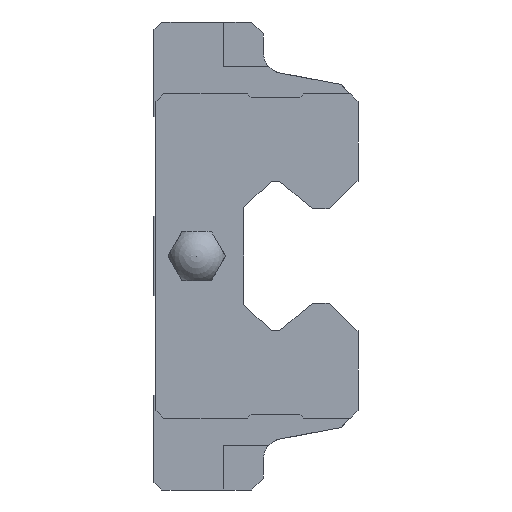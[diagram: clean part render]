
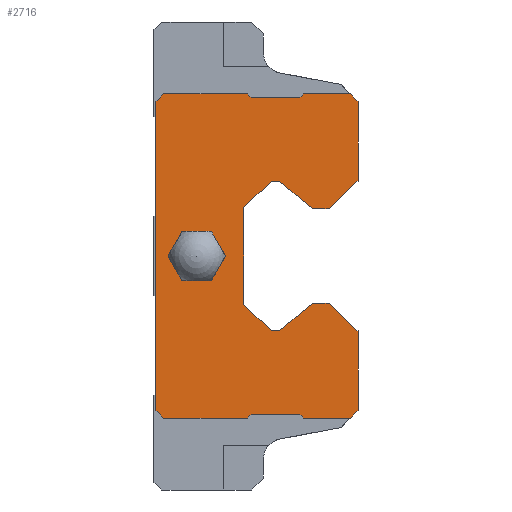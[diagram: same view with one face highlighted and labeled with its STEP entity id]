
A CAD part, left-side view. The second image highlights one B-rep face of the part: STEP entity #2716.
In plain terms, the highlighted planar face has unit normal (-1, 0, 0).
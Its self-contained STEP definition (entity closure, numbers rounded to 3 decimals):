
#654=ORIENTED_EDGE('',*,*,#1030,.F.);
#655=ORIENTED_EDGE('',*,*,#1027,.F.);
#656=ORIENTED_EDGE('',*,*,#1024,.F.);
#657=ORIENTED_EDGE('',*,*,#1021,.F.);
#658=ORIENTED_EDGE('',*,*,#1018,.F.);
#659=ORIENTED_EDGE('',*,*,#1015,.F.);
#660=ORIENTED_EDGE('',*,*,#1010,.F.);
#661=ORIENTED_EDGE('',*,*,#1180,.F.);
#662=ORIENTED_EDGE('',*,*,#1178,.F.);
#663=ORIENTED_EDGE('',*,*,#1176,.F.);
#664=ORIENTED_EDGE('',*,*,#1174,.F.);
#665=ORIENTED_EDGE('',*,*,#1172,.F.);
#666=ORIENTED_EDGE('',*,*,#1170,.F.);
#667=ORIENTED_EDGE('',*,*,#1168,.F.);
#668=ORIENTED_EDGE('',*,*,#1166,.F.);
#669=ORIENTED_EDGE('',*,*,#1164,.F.);
#670=ORIENTED_EDGE('',*,*,#1199,.F.);
#671=ORIENTED_EDGE('',*,*,#1197,.F.);
#672=ORIENTED_EDGE('',*,*,#1195,.F.);
#673=ORIENTED_EDGE('',*,*,#1193,.F.);
#674=ORIENTED_EDGE('',*,*,#1191,.F.);
#675=ORIENTED_EDGE('',*,*,#1189,.F.);
#676=ORIENTED_EDGE('',*,*,#1187,.F.);
#677=ORIENTED_EDGE('',*,*,#1185,.F.);
#678=ORIENTED_EDGE('',*,*,#1183,.F.);
#679=ORIENTED_EDGE('',*,*,#1181,.F.);
#680=ORIENTED_EDGE('',*,*,#1042,.F.);
#681=ORIENTED_EDGE('',*,*,#1039,.F.);
#682=ORIENTED_EDGE('',*,*,#1036,.F.);
#683=ORIENTED_EDGE('',*,*,#1033,.F.);
#684=ORIENTED_EDGE('',*,*,#1200,.T.);
#685=ORIENTED_EDGE('',*,*,#1201,.T.);
#686=ORIENTED_EDGE('',*,*,#1202,.T.);
#687=ORIENTED_EDGE('',*,*,#1203,.T.);
#688=ORIENTED_EDGE('',*,*,#1204,.T.);
#689=ORIENTED_EDGE('',*,*,#1205,.T.);
#1010=EDGE_CURVE('',#1374,#1375,#1621,.T.);
#1015=EDGE_CURVE('',#1375,#1379,#1626,.T.);
#1018=EDGE_CURVE('',#1379,#1381,#1629,.T.);
#1021=EDGE_CURVE('',#1381,#1383,#1632,.T.);
#1024=EDGE_CURVE('',#1383,#1385,#1635,.T.);
#1027=EDGE_CURVE('',#1385,#1387,#1638,.T.);
#1030=EDGE_CURVE('',#1387,#1389,#1641,.T.);
#1033=EDGE_CURVE('',#1389,#1391,#1644,.T.);
#1036=EDGE_CURVE('',#1391,#1393,#1647,.T.);
#1039=EDGE_CURVE('',#1393,#1395,#1650,.T.);
#1042=EDGE_CURVE('',#1395,#1397,#1653,.T.);
#1164=EDGE_CURVE('',#1464,#1465,#1766,.T.);
#1166=EDGE_CURVE('',#1465,#1466,#1768,.T.);
#1168=EDGE_CURVE('',#1466,#1467,#1770,.T.);
#1170=EDGE_CURVE('',#1467,#1468,#1772,.T.);
#1172=EDGE_CURVE('',#1468,#1469,#1774,.T.);
#1174=EDGE_CURVE('',#1469,#1470,#1776,.T.);
#1176=EDGE_CURVE('',#1470,#1471,#1778,.T.);
#1178=EDGE_CURVE('',#1471,#1472,#1780,.T.);
#1180=EDGE_CURVE('',#1472,#1374,#1782,.T.);
#1181=EDGE_CURVE('',#1397,#1473,#1783,.T.);
#1183=EDGE_CURVE('',#1473,#1474,#1785,.T.);
#1185=EDGE_CURVE('',#1474,#1475,#1787,.T.);
#1187=EDGE_CURVE('',#1475,#1476,#1789,.T.);
#1189=EDGE_CURVE('',#1476,#1477,#1791,.T.);
#1191=EDGE_CURVE('',#1477,#1478,#1793,.T.);
#1193=EDGE_CURVE('',#1478,#1479,#1795,.T.);
#1195=EDGE_CURVE('',#1479,#1480,#1797,.T.);
#1197=EDGE_CURVE('',#1480,#1481,#1799,.T.);
#1199=EDGE_CURVE('',#1481,#1464,#1801,.T.);
#1200=EDGE_CURVE('',#1482,#1483,#1802,.T.);
#1201=EDGE_CURVE('',#1483,#1484,#1803,.T.);
#1202=EDGE_CURVE('',#1484,#1485,#1804,.T.);
#1203=EDGE_CURVE('',#1485,#1486,#1805,.T.);
#1204=EDGE_CURVE('',#1486,#1487,#1806,.T.);
#1205=EDGE_CURVE('',#1487,#1482,#1807,.T.);
#1374=VERTEX_POINT('',#3986);
#1375=VERTEX_POINT('',#3988);
#1379=VERTEX_POINT('',#3998);
#1381=VERTEX_POINT('',#4004);
#1383=VERTEX_POINT('',#4010);
#1385=VERTEX_POINT('',#4016);
#1387=VERTEX_POINT('',#4022);
#1389=VERTEX_POINT('',#4028);
#1391=VERTEX_POINT('',#4034);
#1393=VERTEX_POINT('',#4040);
#1395=VERTEX_POINT('',#4046);
#1397=VERTEX_POINT('',#4052);
#1464=VERTEX_POINT('',#4286);
#1465=VERTEX_POINT('',#4288);
#1466=VERTEX_POINT('',#4292);
#1467=VERTEX_POINT('',#4296);
#1468=VERTEX_POINT('',#4300);
#1469=VERTEX_POINT('',#4304);
#1470=VERTEX_POINT('',#4308);
#1471=VERTEX_POINT('',#4312);
#1472=VERTEX_POINT('',#4316);
#1473=VERTEX_POINT('',#4322);
#1474=VERTEX_POINT('',#4326);
#1475=VERTEX_POINT('',#4330);
#1476=VERTEX_POINT('',#4334);
#1477=VERTEX_POINT('',#4338);
#1478=VERTEX_POINT('',#4342);
#1479=VERTEX_POINT('',#4346);
#1480=VERTEX_POINT('',#4350);
#1481=VERTEX_POINT('',#4354);
#1482=VERTEX_POINT('',#4360);
#1483=VERTEX_POINT('',#4361);
#1484=VERTEX_POINT('',#4363);
#1485=VERTEX_POINT('',#4365);
#1486=VERTEX_POINT('',#4367);
#1487=VERTEX_POINT('',#4369);
#1621=LINE('',#3987,#1947);
#1626=LINE('',#3997,#1952);
#1629=LINE('',#4003,#1955);
#1632=LINE('',#4009,#1958);
#1635=LINE('',#4015,#1961);
#1638=LINE('',#4021,#1964);
#1641=LINE('',#4027,#1967);
#1644=LINE('',#4033,#1970);
#1647=LINE('',#4039,#1973);
#1650=LINE('',#4045,#1976);
#1653=LINE('',#4051,#1979);
#1766=LINE('',#4287,#2092);
#1768=LINE('',#4291,#2094);
#1770=LINE('',#4295,#2096);
#1772=LINE('',#4299,#2098);
#1774=LINE('',#4303,#2100);
#1776=LINE('',#4307,#2102);
#1778=LINE('',#4311,#2104);
#1780=LINE('',#4315,#2106);
#1782=LINE('',#4319,#2108);
#1783=LINE('',#4321,#2109);
#1785=LINE('',#4325,#2111);
#1787=LINE('',#4329,#2113);
#1789=LINE('',#4333,#2115);
#1791=LINE('',#4337,#2117);
#1793=LINE('',#4341,#2119);
#1795=LINE('',#4345,#2121);
#1797=LINE('',#4349,#2123);
#1799=LINE('',#4353,#2125);
#1801=LINE('',#4357,#2127);
#1802=LINE('',#4359,#2128);
#1803=LINE('',#4362,#2129);
#1804=LINE('',#4364,#2130);
#1805=LINE('',#4366,#2131);
#1806=LINE('',#4368,#2132);
#1807=LINE('',#4370,#2133);
#1947=VECTOR('',#3176,1000.);
#1952=VECTOR('',#3183,1000.);
#1955=VECTOR('',#3188,1000.);
#1958=VECTOR('',#3193,1000.);
#1961=VECTOR('',#3198,1000.);
#1964=VECTOR('',#3203,1000.);
#1967=VECTOR('',#3208,1000.);
#1970=VECTOR('',#3213,1000.);
#1973=VECTOR('',#3218,1000.);
#1976=VECTOR('',#3223,1000.);
#1979=VECTOR('',#3228,1000.);
#2092=VECTOR('',#3451,1000.);
#2094=VECTOR('',#3455,1000.);
#2096=VECTOR('',#3459,1000.);
#2098=VECTOR('',#3463,1000.);
#2100=VECTOR('',#3467,1000.);
#2102=VECTOR('',#3471,1000.);
#2104=VECTOR('',#3475,1000.);
#2106=VECTOR('',#3479,1000.);
#2108=VECTOR('',#3483,1000.);
#2109=VECTOR('',#3486,1000.);
#2111=VECTOR('',#3490,1000.);
#2113=VECTOR('',#3494,1000.);
#2115=VECTOR('',#3498,1000.);
#2117=VECTOR('',#3502,1000.);
#2119=VECTOR('',#3506,1000.);
#2121=VECTOR('',#3510,1000.);
#2123=VECTOR('',#3514,1000.);
#2125=VECTOR('',#3518,1000.);
#2127=VECTOR('',#3522,1000.);
#2128=VECTOR('',#3525,1000.);
#2129=VECTOR('',#3526,1000.);
#2130=VECTOR('',#3527,1000.);
#2131=VECTOR('',#3528,1000.);
#2132=VECTOR('',#3529,1000.);
#2133=VECTOR('',#3530,1000.);
#2276=EDGE_LOOP('',(#654,#655,#656,#657,#658,#659,#660,#661,#662,#663,#664,
#665,#666,#667,#668,#669,#670,#671,#672,#673,#674,#675,#676,#677,#678,#679,
#680,#681,#682,#683));
#2277=EDGE_LOOP('',(#684,#685,#686,#687,#688,#689));
#2438=FACE_BOUND('',#2276,.T.);
#2439=FACE_BOUND('',#2277,.T.);
#2588=PLANE('',#2905);
#2716=ADVANCED_FACE('',(#2438,#2439),#2588,.F.);
#2905=AXIS2_PLACEMENT_3D('',#4358,#3523,#3524);
#3176=DIRECTION('',(0.,0.707,-0.707));
#3183=DIRECTION('',(0.,1.,0.));
#3188=DIRECTION('',(0.,0.764,0.645));
#3193=DIRECTION('',(0.,1.,0.));
#3198=DIRECTION('',(0.,0.729,-0.685));
#3203=DIRECTION('',(0.,0.,-1.));
#3208=DIRECTION('',(0.,-0.729,-0.685));
#3213=DIRECTION('',(0.,-1.,0.));
#3218=DIRECTION('',(0.,-0.764,0.645));
#3223=DIRECTION('',(0.,-1.,0.));
#3228=DIRECTION('',(0.,-0.707,-0.707));
#3451=DIRECTION('',(0.,-0.707,0.707));
#3455=DIRECTION('',(0.,-1.,0.));
#3459=DIRECTION('',(0.,-0.707,-0.707));
#3463=DIRECTION('',(0.,-1.,0.));
#3467=DIRECTION('',(0.,-0.707,0.707));
#3471=DIRECTION('',(0.,-1.,0.));
#3475=DIRECTION('',(0.,-0.707,-0.707));
#3479=DIRECTION('',(0.,0.,-1.));
#3483=DIRECTION('',(0.,1.,0.));
#3486=DIRECTION('',(0.,-1.,0.));
#3490=DIRECTION('',(0.,0.,-1.));
#3494=DIRECTION('',(0.,0.707,-0.707));
#3498=DIRECTION('',(0.,1.,0.));
#3502=DIRECTION('',(0.,0.707,0.707));
#3506=DIRECTION('',(0.,1.,0.));
#3510=DIRECTION('',(0.,0.707,-0.707));
#3514=DIRECTION('',(0.,1.,0.));
#3518=DIRECTION('',(0.,0.707,0.707));
#3522=DIRECTION('',(0.,0.,1.));
#3523=DIRECTION('',(1.,0.,0.));
#3524=DIRECTION('',(0.,0.,-1.));
#3525=DIRECTION('',(0.,1.,0.));
#3526=DIRECTION('',(0.,0.5,0.866));
#3527=DIRECTION('',(0.,-0.5,0.866));
#3528=DIRECTION('',(0.,-1.,0.));
#3529=DIRECTION('',(0.,-0.5,-0.866));
#3530=DIRECTION('',(0.,0.5,-0.866));
#3986=CARTESIAN_POINT('',(-30.1,-24.35,7.5));
#3987=CARTESIAN_POINT('',(-30.1,-24.35,7.5));
#3988=CARTESIAN_POINT('',(-30.1,-21.6,4.75));
#3997=CARTESIAN_POINT('',(-30.1,-21.6,4.75));
#3998=CARTESIAN_POINT('',(-30.1,-19.9,4.75));
#4003=CARTESIAN_POINT('',(-30.1,-19.9,4.75));
#4004=CARTESIAN_POINT('',(-30.1,-16.64,7.5));
#4009=CARTESIAN_POINT('',(-30.1,-16.64,7.5));
#4010=CARTESIAN_POINT('',(-30.1,-15.8,7.5));
#4015=CARTESIAN_POINT('',(-30.1,-15.8,7.5));
#4016=CARTESIAN_POINT('',(-30.1,-13.,4.87));
#4021=CARTESIAN_POINT('',(-30.1,-13.,4.87));
#4022=CARTESIAN_POINT('',(-30.1,-13.,-4.87));
#4027=CARTESIAN_POINT('',(-30.1,-13.,-4.87));
#4028=CARTESIAN_POINT('',(-30.1,-15.8,-7.5));
#4033=CARTESIAN_POINT('',(-30.1,-15.8,-7.5));
#4034=CARTESIAN_POINT('',(-30.1,-16.64,-7.5));
#4039=CARTESIAN_POINT('',(-30.1,-16.64,-7.5));
#4040=CARTESIAN_POINT('',(-30.1,-19.9,-4.75));
#4045=CARTESIAN_POINT('',(-30.1,-19.9,-4.75));
#4046=CARTESIAN_POINT('',(-30.1,-21.6,-4.75));
#4051=CARTESIAN_POINT('',(-30.1,-21.6,-4.75));
#4052=CARTESIAN_POINT('',(-30.1,-24.35,-7.5));
#4286=CARTESIAN_POINT('',(-30.1,-4.2,15.5));
#4287=CARTESIAN_POINT('',(-30.1,-4.2,15.5));
#4288=CARTESIAN_POINT('',(-30.1,-5.,16.3));
#4291=CARTESIAN_POINT('',(-30.1,-5.,16.3));
#4292=CARTESIAN_POINT('',(-30.1,-13.36,16.3));
#4295=CARTESIAN_POINT('',(-30.1,-13.36,16.3));
#4296=CARTESIAN_POINT('',(-30.1,-13.76,15.9));
#4299=CARTESIAN_POINT('',(-30.1,-13.76,15.9));
#4300=CARTESIAN_POINT('',(-30.1,-18.66,15.9));
#4303=CARTESIAN_POINT('',(-30.1,-18.66,15.9));
#4304=CARTESIAN_POINT('',(-30.1,-19.06,16.3));
#4307=CARTESIAN_POINT('',(-30.1,-19.06,16.3));
#4308=CARTESIAN_POINT('',(-30.1,-23.7,16.3));
#4311=CARTESIAN_POINT('',(-30.1,-23.7,16.3));
#4312=CARTESIAN_POINT('',(-30.1,-24.5,15.5));
#4315=CARTESIAN_POINT('',(-30.1,-24.5,15.5));
#4316=CARTESIAN_POINT('',(-30.1,-24.5,7.5));
#4319=CARTESIAN_POINT('',(-30.1,-24.5,7.5));
#4321=CARTESIAN_POINT('',(-30.1,-24.35,-7.5));
#4322=CARTESIAN_POINT('',(-30.1,-24.5,-7.5));
#4325=CARTESIAN_POINT('',(-30.1,-24.5,-7.5));
#4326=CARTESIAN_POINT('',(-30.1,-24.5,-15.5));
#4329=CARTESIAN_POINT('',(-30.1,-24.5,-15.5));
#4330=CARTESIAN_POINT('',(-30.1,-23.7,-16.3));
#4333=CARTESIAN_POINT('',(-30.1,-23.7,-16.3));
#4334=CARTESIAN_POINT('',(-30.1,-19.06,-16.3));
#4337=CARTESIAN_POINT('',(-30.1,-19.06,-16.3));
#4338=CARTESIAN_POINT('',(-30.1,-18.66,-15.9));
#4341=CARTESIAN_POINT('',(-30.1,-18.66,-15.9));
#4342=CARTESIAN_POINT('',(-30.1,-13.76,-15.9));
#4345=CARTESIAN_POINT('',(-30.1,-13.76,-15.9));
#4346=CARTESIAN_POINT('',(-30.1,-13.36,-16.3));
#4349=CARTESIAN_POINT('',(-30.1,-13.36,-16.3));
#4350=CARTESIAN_POINT('',(-30.1,-5.,-16.3));
#4353=CARTESIAN_POINT('',(-30.1,-5.,-16.3));
#4354=CARTESIAN_POINT('',(-30.1,-4.2,-15.5));
#4357=CARTESIAN_POINT('',(-30.1,-4.2,-15.5));
#4358=CARTESIAN_POINT('',(-30.1,0.,0.));
#4359=CARTESIAN_POINT('',(-30.1,-9.743,-2.5));
#4360=CARTESIAN_POINT('',(-30.1,-9.743,-2.5));
#4361=CARTESIAN_POINT('',(-30.1,-6.857,-2.5));
#4362=CARTESIAN_POINT('',(-30.1,-6.857,-2.5));
#4363=CARTESIAN_POINT('',(-30.1,-5.413,0.));
#4364=CARTESIAN_POINT('',(-30.1,-5.413,0.));
#4365=CARTESIAN_POINT('',(-30.1,-6.857,2.5));
#4366=CARTESIAN_POINT('',(-30.1,-6.857,2.5));
#4367=CARTESIAN_POINT('',(-30.1,-9.743,2.5));
#4368=CARTESIAN_POINT('',(-30.1,-9.743,2.5));
#4369=CARTESIAN_POINT('',(-30.1,-11.187,0.));
#4370=CARTESIAN_POINT('',(-30.1,-11.187,0.));
